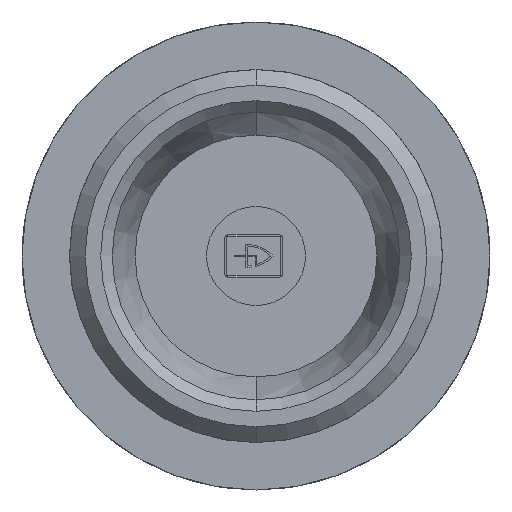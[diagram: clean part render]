
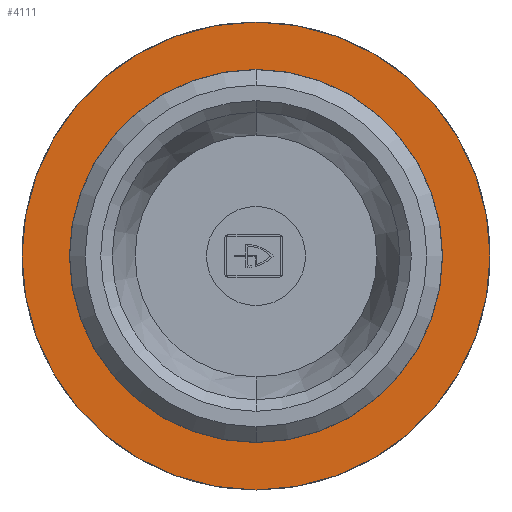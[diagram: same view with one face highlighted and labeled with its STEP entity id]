
A CAD part, front view. The second image highlights one B-rep face of the part: STEP entity #4111.
In plain terms, the highlighted planar face has unit normal (0, -1, 0).
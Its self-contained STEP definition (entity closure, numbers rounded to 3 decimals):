
#716 = VERTEX_POINT ( 'NONE', #5498 ) ;
#722 = VERTEX_POINT ( 'NONE', #5413 ) ;
#723 = EDGE_CURVE ( 'NONE', #716, #722, #5519, .T. ) ;
#767 = VERTEX_POINT ( 'NONE', #5531 ) ;
#1104 = VERTEX_POINT ( 'NONE', #6669 ) ;
#1159 = EDGE_CURVE ( 'NONE', #1104, #767, #6893, .T. ) ;
#1234 = EDGE_CURVE ( 'NONE', #767, #1104, #6767, .T. ) ;
#4108 = EDGE_CURVE ( 'NONE', #722, #716, #11481, .T. ) ;
#4111 = ADVANCED_FACE ( 'NONE', ( #11488, #11551 ), #11590, .T. ) ;
#4121 = ORIENTED_EDGE ( 'NONE', *, *, #723, .F. ) ;
#4182 = ORIENTED_EDGE ( 'NONE', *, *, #1159, .T. ) ;
#4183 = ORIENTED_EDGE ( 'NONE', *, *, #4108, .F. ) ;
#4195 = EDGE_LOOP ( 'NONE', ( #4183, #4121 ) ) ;
#4200 = EDGE_LOOP ( 'NONE', ( #4182, #4285 ) ) ;
#4285 = ORIENTED_EDGE ( 'NONE', *, *, #1234, .T. ) ;
#5413 = CARTESIAN_POINT ( 'NONE',  ( 0., -39.958, 23.923 ) ) ;
#5461 = DIRECTION ( 'NONE',  ( 0., 0., -1. ) ) ;
#5462 = DIRECTION ( 'NONE',  ( 0., -1., 0. ) ) ;
#5463 = CARTESIAN_POINT ( 'NONE',  ( 0., -39.958, 0. ) ) ;
#5464 = AXIS2_PLACEMENT_3D ( 'NONE', #5463, #5462, #5461 ) ;
#5498 = CARTESIAN_POINT ( 'NONE',  ( 0., -39.958, -23.923 ) ) ;
#5519 = CIRCLE ( 'NONE', #5464, 23.923 ) ;
#5531 = CARTESIAN_POINT ( 'NONE',  ( 0., -39.958, 30. ) ) ;
#6301 = DIRECTION ( 'NONE',  ( 0., 0., -1. ) ) ;
#6669 = CARTESIAN_POINT ( 'NONE',  ( 0., -39.958, -30. ) ) ;
#6767 = CIRCLE ( 'NONE', #6786, 30. ) ;
#6776 = DIRECTION ( 'NONE',  ( 0., -1., 0. ) ) ;
#6777 = CARTESIAN_POINT ( 'NONE',  ( 0., -39.958, 0. ) ) ;
#6786 = AXIS2_PLACEMENT_3D ( 'NONE', #6777, #6776, #6301 ) ;
#6893 = CIRCLE ( 'NONE', #6926, 30. ) ;
#6921 = DIRECTION ( 'NONE',  ( 0., 0., -1. ) ) ;
#6922 = DIRECTION ( 'NONE',  ( 0., -1., 0. ) ) ;
#6923 = CARTESIAN_POINT ( 'NONE',  ( 0., -39.958, 0. ) ) ;
#6926 = AXIS2_PLACEMENT_3D ( 'NONE', #6923, #6922, #6921 ) ;
#11475 = AXIS2_PLACEMENT_3D ( 'NONE', #11625, #11591, #11587 ) ;
#11481 = CIRCLE ( 'NONE', #11475, 23.923 ) ;
#11488 = FACE_OUTER_BOUND ( 'NONE', #4200, .T. ) ;
#11551 = FACE_BOUND ( 'NONE', #4195, .T. ) ;
#11587 = DIRECTION ( 'NONE',  ( 0., 0., -1. ) ) ;
#11589 = AXIS2_PLACEMENT_3D ( 'NONE', #11617, #11616, #11615 ) ;
#11590 = PLANE ( 'NONE',  #11589 ) ;
#11591 = DIRECTION ( 'NONE',  ( 0., -1., 0. ) ) ;
#11615 = DIRECTION ( 'NONE',  ( 0., 0., -1. ) ) ;
#11616 = DIRECTION ( 'NONE',  ( 0., -1., 0. ) ) ;
#11617 = CARTESIAN_POINT ( 'NONE',  ( 30., -39.958, 0. ) ) ;
#11625 = CARTESIAN_POINT ( 'NONE',  ( 0., -39.958, 0. ) ) ;
